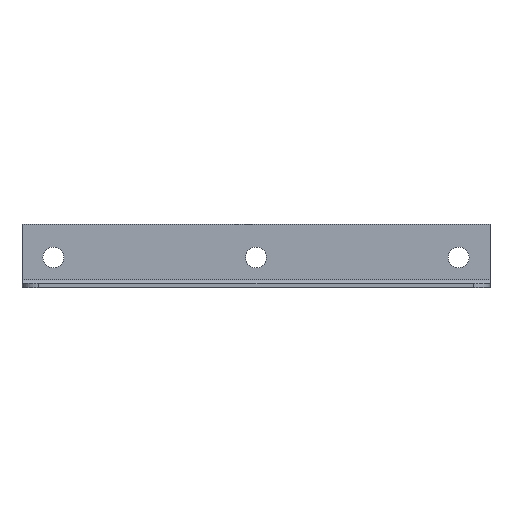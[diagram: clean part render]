
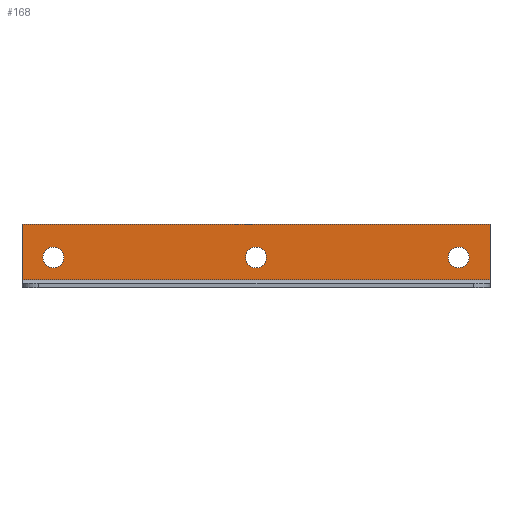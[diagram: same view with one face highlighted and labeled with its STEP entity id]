
A CAD part, top view. The second image highlights one B-rep face of the part: STEP entity #168.
In plain terms, the highlighted planar face has unit normal (0, 0, 1).
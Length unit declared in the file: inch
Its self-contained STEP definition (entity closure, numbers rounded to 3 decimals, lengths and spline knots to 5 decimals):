
#168=ADVANCED_FACE('',(#355,#356,#357,#358),#359,.T.);
#355=FACE_BOUND('',#538,.T.);
#356=FACE_BOUND('',#539,.T.);
#357=FACE_BOUND('',#540,.T.);
#358=FACE_OUTER_BOUND('',#541,.T.);
#359=PLANE('',#542);
#538=EDGE_LOOP('',(#1005,#1006));
#539=EDGE_LOOP('',(#1007,#1008));
#540=EDGE_LOOP('',(#1009,#1010));
#541=EDGE_LOOP('',(#1011,#1012,#1013,#1014));
#542=AXIS2_PLACEMENT_3D('',#1015,#1016,#1017);
#1005=ORIENTED_EDGE('',*,*,#1161,.T.);
#1006=ORIENTED_EDGE('',*,*,#1052,.T.);
#1007=ORIENTED_EDGE('',*,*,#1164,.T.);
#1008=ORIENTED_EDGE('',*,*,#1047,.T.);
#1009=ORIENTED_EDGE('',*,*,#1167,.T.);
#1010=ORIENTED_EDGE('',*,*,#1042,.T.);
#1011=ORIENTED_EDGE('',*,*,#1121,.T.);
#1012=ORIENTED_EDGE('',*,*,#1227,.F.);
#1013=ORIENTED_EDGE('',*,*,#1228,.F.);
#1014=ORIENTED_EDGE('',*,*,#1224,.T.);
#1015=CARTESIAN_POINT('',(538.65943,281.4633,12.145));
#1016=DIRECTION('',(0.0,0.,1.0));
#1017=DIRECTION('',(0.,1.0,0.));
#1042=EDGE_CURVE('',#1234,#1238,#1240,.T.);
#1047=EDGE_CURVE('',#1243,#1247,#1249,.T.);
#1052=EDGE_CURVE('',#1252,#1256,#1258,.T.);
#1121=EDGE_CURVE('',#1379,#1377,#1380,.T.);
#1161=EDGE_CURVE('',#1256,#1252,#1447,.T.);
#1164=EDGE_CURVE('',#1247,#1243,#1450,.T.);
#1167=EDGE_CURVE('',#1238,#1234,#1453,.T.);
#1224=EDGE_CURVE('',#1512,#1379,#1513,.T.);
#1227=EDGE_CURVE('',#1516,#1377,#1517,.T.);
#1228=EDGE_CURVE('',#1512,#1516,#1518,.T.);
#1234=VERTEX_POINT('',#1524);
#1238=VERTEX_POINT('',#1529);
#1240=CIRCLE('',#1532,3.97);
#1243=VERTEX_POINT('',#1535);
#1247=VERTEX_POINT('',#1540);
#1249=CIRCLE('',#1543,3.97);
#1252=VERTEX_POINT('',#1546);
#1256=VERTEX_POINT('',#1551);
#1258=CIRCLE('',#1554,3.97);
#1377=VERTEX_POINT('',#1715);
#1379=VERTEX_POINT('',#1717);
#1380=LINE('',#1718,#1719);
#1447=CIRCLE('',#1814,3.97);
#1450=CIRCLE('',#1817,3.97);
#1453=CIRCLE('',#1820,3.97);
#1512=VERTEX_POINT('',#1906);
#1513=LINE('',#1907,#1908);
#1516=VERTEX_POINT('',#1912);
#1517=LINE('',#1913,#1914);
#1518=LINE('',#1915,#1916);
#1524=CARTESIAN_POINT('',(376.72943,279.3083,12.145));
#1529=CARTESIAN_POINT('',(368.78943,279.3083,12.145));
#1532=AXIS2_PLACEMENT_3D('',#1925,#1926,#1927);
#1535=CARTESIAN_POINT('',(453.72943,279.3083,12.145));
#1540=CARTESIAN_POINT('',(445.78943,279.3083,12.145));
#1543=AXIS2_PLACEMENT_3D('',#1933,#1934,#1935);
#1546=CARTESIAN_POINT('',(530.72943,279.3083,12.145));
#1551=CARTESIAN_POINT('',(522.78943,279.3083,12.145));
#1554=AXIS2_PLACEMENT_3D('',#1941,#1942,#1943);
#1715=CARTESIAN_POINT('',(360.85943,270.9183,12.145));
#1717=CARTESIAN_POINT('',(360.85943,292.0083,12.145));
#1718=CARTESIAN_POINT('',(360.85943,292.0083,12.145));
#1719=VECTOR('',#2037,1.0);
#1814=AXIS2_PLACEMENT_3D('',#2081,#2082,#2083);
#1817=AXIS2_PLACEMENT_3D('',#2087,#2088,#2089);
#1820=AXIS2_PLACEMENT_3D('',#2093,#2094,#2095);
#1906=CARTESIAN_POINT('',(538.65943,292.0083,12.145));
#1907=CARTESIAN_POINT('',(538.65943,292.0083,12.145));
#1908=VECTOR('',#2129,1.0);
#1912=CARTESIAN_POINT('',(538.65943,270.9183,12.145));
#1913=CARTESIAN_POINT('',(538.65943,270.9183,12.145));
#1914=VECTOR('',#2131,1.0);
#1915=CARTESIAN_POINT('',(538.65943,292.0083,12.145));
#1916=VECTOR('',#2132,1.0);
#1925=CARTESIAN_POINT('',(372.75943,279.3083,12.145));
#1926=DIRECTION('',(0.0,0.,-1.0));
#1927=DIRECTION('',(1.0,0.0,0.0));
#1933=CARTESIAN_POINT('',(449.75943,279.3083,12.145));
#1934=DIRECTION('',(0.0,0.,-1.0));
#1935=DIRECTION('',(1.0,0.0,0.0));
#1941=CARTESIAN_POINT('',(526.75943,279.3083,12.145));
#1942=DIRECTION('',(0.0,0.,-1.0));
#1943=DIRECTION('',(1.0,0.0,0.0));
#2037=DIRECTION('',(0.0,-1.0,0.0));
#2081=CARTESIAN_POINT('',(526.75943,279.3083,12.145));
#2082=DIRECTION('',(0.0,0.,-1.0));
#2083=DIRECTION('',(1.0,0.0,0.0));
#2087=CARTESIAN_POINT('',(449.75943,279.3083,12.145));
#2088=DIRECTION('',(0.0,0.,-1.0));
#2089=DIRECTION('',(1.0,0.0,0.0));
#2093=CARTESIAN_POINT('',(372.75943,279.3083,12.145));
#2094=DIRECTION('',(0.0,0.,-1.0));
#2095=DIRECTION('',(1.0,0.0,0.0));
#2129=DIRECTION('',(-1.0,0.0,0.0));
#2131=DIRECTION('',(-1.0,0.0,0.0));
#2132=DIRECTION('',(0.0,-1.0,0.0));
